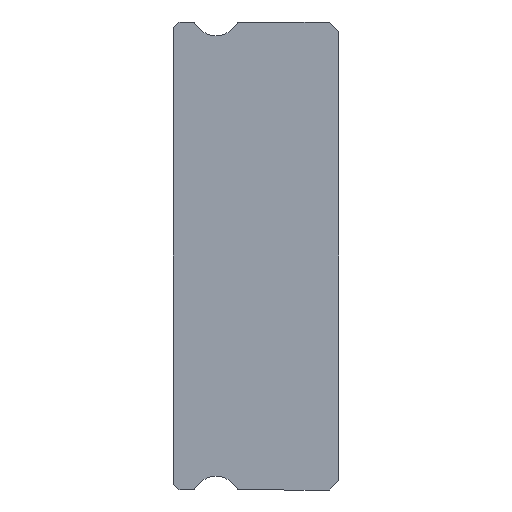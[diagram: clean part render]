
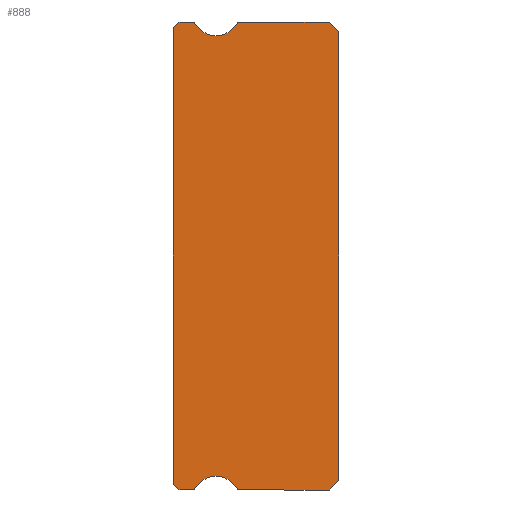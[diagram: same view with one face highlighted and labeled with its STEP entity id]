
A CAD part, left-side view. The second image highlights one B-rep face of the part: STEP entity #888.
In plain terms, the highlighted planar face has unit normal (-1, 0, 0).
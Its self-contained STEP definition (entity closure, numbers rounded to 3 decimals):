
#9 = DIRECTION ( 'NONE',  ( 0., 0., 1. ) ) ;
#29 = CIRCLE ( 'NONE', #675, 0.15 ) ;
#58 = CIRCLE ( 'NONE', #2110, 0.15 ) ;
#66 = VECTOR ( 'NONE', #2373, 1000. ) ;
#79 = CARTESIAN_POINT ( 'NONE',  ( -15., 0., 11.5 ) ) ;
#88 = DIRECTION ( 'NONE',  ( 0., 0., -1. ) ) ;
#98 = ORIENTED_EDGE ( 'NONE', *, *, #689, .F. ) ;
#104 = CARTESIAN_POINT ( 'NONE',  ( -15., 8.2, -12. ) ) ;
#120 = ORIENTED_EDGE ( 'NONE', *, *, #1205, .F. ) ;
#130 = VERTEX_POINT ( 'NONE', #1662 ) ;
#141 = VERTEX_POINT ( 'NONE', #688 ) ;
#157 = VECTOR ( 'NONE', #1682, 1000. ) ;
#170 = DIRECTION ( 'NONE',  ( 0., 1., 0. ) ) ;
#177 = VERTEX_POINT ( 'NONE', #2295 ) ;
#185 = DIRECTION ( 'NONE',  ( 0., 0., -1. ) ) ;
#195 = AXIS2_PLACEMENT_3D ( 'NONE', #571, #594, #1169 ) ;
#218 = CARTESIAN_POINT ( 'NONE',  ( -15., 6.3, -12.55 ) ) ;
#234 = ORIENTED_EDGE ( 'NONE', *, *, #1899, .F. ) ;
#249 = VERTEX_POINT ( 'NONE', #1255 ) ;
#254 = CARTESIAN_POINT ( 'NONE',  ( -15., 7.512, -11.85 ) ) ;
#258 = LINE ( 'NONE', #1020, #910 ) ;
#278 = ORIENTED_EDGE ( 'NONE', *, *, #1347, .T. ) ;
#315 = VECTOR ( 'NONE', #1740, 1000. ) ;
#316 = VERTEX_POINT ( 'NONE', #1750 ) ;
#317 = ORIENTED_EDGE ( 'NONE', *, *, #1705, .F. ) ;
#355 = ORIENTED_EDGE ( 'NONE', *, *, #1619, .F. ) ;
#359 = PLANE ( 'NONE',  #624 ) ;
#395 = LINE ( 'NONE', #2172, #66 ) ;
#419 = VECTOR ( 'NONE', #1240, 1000. ) ;
#445 = EDGE_CURVE ( 'NONE', #2268, #1095, #2418, .T. ) ;
#489 = CARTESIAN_POINT ( 'NONE',  ( -15., 8.5, -11.7 ) ) ;
#515 = CARTESIAN_POINT ( 'NONE',  ( -15., 6.3, 12.55 ) ) ;
#545 = DIRECTION ( 'NONE',  ( 0., -0.707, -0.707 ) ) ;
#546 = CARTESIAN_POINT ( 'NONE',  ( -15., 8.2, -12. ) ) ;
#571 = CARTESIAN_POINT ( 'NONE',  ( -15., 5.088, -11.85 ) ) ;
#578 = CARTESIAN_POINT ( 'NONE',  ( -15., 7.512, -12. ) ) ;
#594 = DIRECTION ( 'NONE',  ( 1., 0., 0. ) ) ;
#614 = EDGE_CURVE ( 'NONE', #2024, #141, #1541, .T. ) ;
#621 = EDGE_CURVE ( 'NONE', #130, #177, #2118, .T. ) ;
#624 = AXIS2_PLACEMENT_3D ( 'NONE', #1103, #1671, #1509 ) ;
#632 = CARTESIAN_POINT ( 'NONE',  ( -15., 7.512, 11.85 ) ) ;
#636 = ORIENTED_EDGE ( 'NONE', *, *, #1989, .F. ) ;
#648 = CARTESIAN_POINT ( 'NONE',  ( -15., 7.512, 12. ) ) ;
#675 = AXIS2_PLACEMENT_3D ( 'NONE', #1439, #1231, #88 ) ;
#688 = CARTESIAN_POINT ( 'NONE',  ( -15., 7.512, -12. ) ) ;
#689 = EDGE_CURVE ( 'NONE', #316, #1871, #1329, .T. ) ;
#698 = CARTESIAN_POINT ( 'NONE',  ( -15., 5.088, 12. ) ) ;
#715 = CIRCLE ( 'NONE', #1131, 0.15 ) ;
#723 = VERTEX_POINT ( 'NONE', #1798 ) ;
#750 = CARTESIAN_POINT ( 'NONE',  ( -15., 7.383, -11.925 ) ) ;
#776 = VECTOR ( 'NONE', #1941, 1000. ) ;
#781 = CARTESIAN_POINT ( 'NONE',  ( -15., 5.217, 11.925 ) ) ;
#783 = CARTESIAN_POINT ( 'NONE',  ( -15., 0., 11.5 ) ) ;
#795 = CARTESIAN_POINT ( 'NONE',  ( -15., 8.5, 11.85 ) ) ;
#884 = VERTEX_POINT ( 'NONE', #489 ) ;
#888 = ADVANCED_FACE ( 'NONE', ( #945 ), #359, .F. ) ;
#890 = CARTESIAN_POINT ( 'NONE',  ( -15., 0., -11.5 ) ) ;
#897 = VERTEX_POINT ( 'NONE', #698 ) ;
#910 = VECTOR ( 'NONE', #2035, 1000. ) ;
#916 = CARTESIAN_POINT ( 'NONE',  ( -15., 5.217, -11.925 ) ) ;
#940 = ORIENTED_EDGE ( 'NONE', *, *, #1406, .F. ) ;
#945 = FACE_OUTER_BOUND ( 'NONE', #2287, .T. ) ;
#985 = DIRECTION ( 'NONE',  ( 0., -1., 0. ) ) ;
#994 = DIRECTION ( 'NONE',  ( -1., 0., 0. ) ) ;
#1020 = CARTESIAN_POINT ( 'NONE',  ( -15., 8.5, 11.7 ) ) ;
#1031 = DIRECTION ( 'NONE',  ( 1., 0., 0. ) ) ;
#1040 = VERTEX_POINT ( 'NONE', #750 ) ;
#1095 = VERTEX_POINT ( 'NONE', #1578 ) ;
#1097 = EDGE_CURVE ( 'NONE', #897, #249, #395, .T. ) ;
#1100 = LINE ( 'NONE', #104, #157 ) ;
#1103 = CARTESIAN_POINT ( 'NONE',  ( -15., 7.512, 11.85 ) ) ;
#1127 = VECTOR ( 'NONE', #985, 1000. ) ;
#1131 = AXIS2_PLACEMENT_3D ( 'NONE', #254, #1031, #1806 ) ;
#1132 = CIRCLE ( 'NONE', #2364, 1.25 ) ;
#1169 = DIRECTION ( 'NONE',  ( 0., 0., -1. ) ) ;
#1198 = ORIENTED_EDGE ( 'NONE', *, *, #1348, .F. ) ;
#1205 = EDGE_CURVE ( 'NONE', #1040, #141, #715, .T. ) ;
#1222 = DIRECTION ( 'NONE',  ( 0., 0., -1. ) ) ;
#1231 = DIRECTION ( 'NONE',  ( 1., 0., 0. ) ) ;
#1240 = DIRECTION ( 'NONE',  ( 0., 1., 0. ) ) ;
#1255 = CARTESIAN_POINT ( 'NONE',  ( -15., 0.5, 12. ) ) ;
#1293 = CIRCLE ( 'NONE', #195, 0.15 ) ;
#1303 = LINE ( 'NONE', #2317, #1497 ) ;
#1329 = CIRCLE ( 'NONE', #2483, 1.25 ) ;
#1342 = DIRECTION ( 'NONE',  ( -1., 0., 0. ) ) ;
#1347 = EDGE_CURVE ( 'NONE', #884, #2024, #1100, .T. ) ;
#1348 = EDGE_CURVE ( 'NONE', #2136, #316, #1132, .T. ) ;
#1359 = CARTESIAN_POINT ( 'NONE',  ( -15., 6.3, 12.55 ) ) ;
#1377 = CARTESIAN_POINT ( 'NONE',  ( -15., 7.512, -12. ) ) ;
#1406 = EDGE_CURVE ( 'NONE', #1871, #897, #29, .T. ) ;
#1439 = CARTESIAN_POINT ( 'NONE',  ( -15., 5.088, 11.85 ) ) ;
#1447 = VECTOR ( 'NONE', #170, 1000. ) ;
#1491 = CARTESIAN_POINT ( 'NONE',  ( -15., 7.383, 11.925 ) ) ;
#1497 = VECTOR ( 'NONE', #545, 1000. ) ;
#1509 = DIRECTION ( 'NONE',  ( 0., 0., -1. ) ) ;
#1515 = ORIENTED_EDGE ( 'NONE', *, *, #1971, .T. ) ;
#1541 = LINE ( 'NONE', #1377, #1127 ) ;
#1548 = VERTEX_POINT ( 'NONE', #890 ) ;
#1559 = VECTOR ( 'NONE', #9, 1000. ) ;
#1560 = VERTEX_POINT ( 'NONE', #916 ) ;
#1578 = CARTESIAN_POINT ( 'NONE',  ( -15., 8.2, 12. ) ) ;
#1619 = EDGE_CURVE ( 'NONE', #249, #2016, #1303, .T. ) ;
#1662 = CARTESIAN_POINT ( 'NONE',  ( -15., 0.5, -12. ) ) ;
#1671 = DIRECTION ( 'NONE',  ( 1., 0., 0. ) ) ;
#1682 = DIRECTION ( 'NONE',  ( 0., -0.707, -0.707 ) ) ;
#1703 = ORIENTED_EDGE ( 'NONE', *, *, #614, .T. ) ;
#1705 = EDGE_CURVE ( 'NONE', #884, #723, #2173, .T. ) ;
#1720 = DIRECTION ( 'NONE',  ( 0., 0., -1. ) ) ;
#1740 = DIRECTION ( 'NONE',  ( 0., 0., 1. ) ) ;
#1742 = EDGE_CURVE ( 'NONE', #177, #1560, #1293, .T. ) ;
#1750 = CARTESIAN_POINT ( 'NONE',  ( -15., 6.3, 11.3 ) ) ;
#1798 = CARTESIAN_POINT ( 'NONE',  ( -15., 8.5, 11.7 ) ) ;
#1802 = ORIENTED_EDGE ( 'NONE', *, *, #621, .F. ) ;
#1806 = DIRECTION ( 'NONE',  ( 0., 0., -1. ) ) ;
#1851 = DIRECTION ( 'NONE',  ( 1., 0., 0. ) ) ;
#1865 = ORIENTED_EDGE ( 'NONE', *, *, #1986, .T. ) ;
#1871 = VERTEX_POINT ( 'NONE', #781 ) ;
#1899 = EDGE_CURVE ( 'NONE', #1560, #1040, #1936, .T. ) ;
#1936 = CIRCLE ( 'NONE', #2426, 1.25 ) ;
#1941 = DIRECTION ( 'NONE',  ( 0., 0.707, -0.707 ) ) ;
#1971 = EDGE_CURVE ( 'NONE', #1548, #2016, #2353, .T. ) ;
#1986 = EDGE_CURVE ( 'NONE', #1095, #723, #258, .T. ) ;
#1989 = EDGE_CURVE ( 'NONE', #2268, #2136, #58, .T. ) ;
#1992 = CARTESIAN_POINT ( 'NONE',  ( -15., 8.2, 12. ) ) ;
#1993 = ORIENTED_EDGE ( 'NONE', *, *, #1742, .F. ) ;
#2016 = VERTEX_POINT ( 'NONE', #79 ) ;
#2024 = VERTEX_POINT ( 'NONE', #546 ) ;
#2035 = DIRECTION ( 'NONE',  ( 0., 0.707, -0.707 ) ) ;
#2039 = ORIENTED_EDGE ( 'NONE', *, *, #2152, .F. ) ;
#2056 = ORIENTED_EDGE ( 'NONE', *, *, #445, .T. ) ;
#2110 = AXIS2_PLACEMENT_3D ( 'NONE', #632, #1851, #1222 ) ;
#2118 = LINE ( 'NONE', #578, #1447 ) ;
#2130 = LINE ( 'NONE', #2404, #776 ) ;
#2136 = VERTEX_POINT ( 'NONE', #1491 ) ;
#2137 = DIRECTION ( 'NONE',  ( 0., 0., -1. ) ) ;
#2149 = DIRECTION ( 'NONE',  ( -1., 0., 0. ) ) ;
#2152 = EDGE_CURVE ( 'NONE', #1548, #130, #2130, .T. ) ;
#2172 = CARTESIAN_POINT ( 'NONE',  ( -15., 7.512, 12. ) ) ;
#2173 = LINE ( 'NONE', #795, #315 ) ;
#2268 = VERTEX_POINT ( 'NONE', #648 ) ;
#2287 = EDGE_LOOP ( 'NONE', ( #317, #278, #1703, #120, #234, #1993, #1802, #2039, #1515, #355, #2465, #940, #98, #1198, #636, #2056, #1865 ) ) ;
#2295 = CARTESIAN_POINT ( 'NONE',  ( -15., 5.088, -12. ) ) ;
#2317 = CARTESIAN_POINT ( 'NONE',  ( -15., 0.5, 12. ) ) ;
#2353 = LINE ( 'NONE', #783, #1559 ) ;
#2364 = AXIS2_PLACEMENT_3D ( 'NONE', #515, #1342, #1720 ) ;
#2373 = DIRECTION ( 'NONE',  ( 0., -1., 0. ) ) ;
#2404 = CARTESIAN_POINT ( 'NONE',  ( -15., 0., -11.5 ) ) ;
#2418 = LINE ( 'NONE', #1992, #419 ) ;
#2426 = AXIS2_PLACEMENT_3D ( 'NONE', #218, #994, #185 ) ;
#2465 = ORIENTED_EDGE ( 'NONE', *, *, #1097, .F. ) ;
#2483 = AXIS2_PLACEMENT_3D ( 'NONE', #1359, #2149, #2137 ) ;
